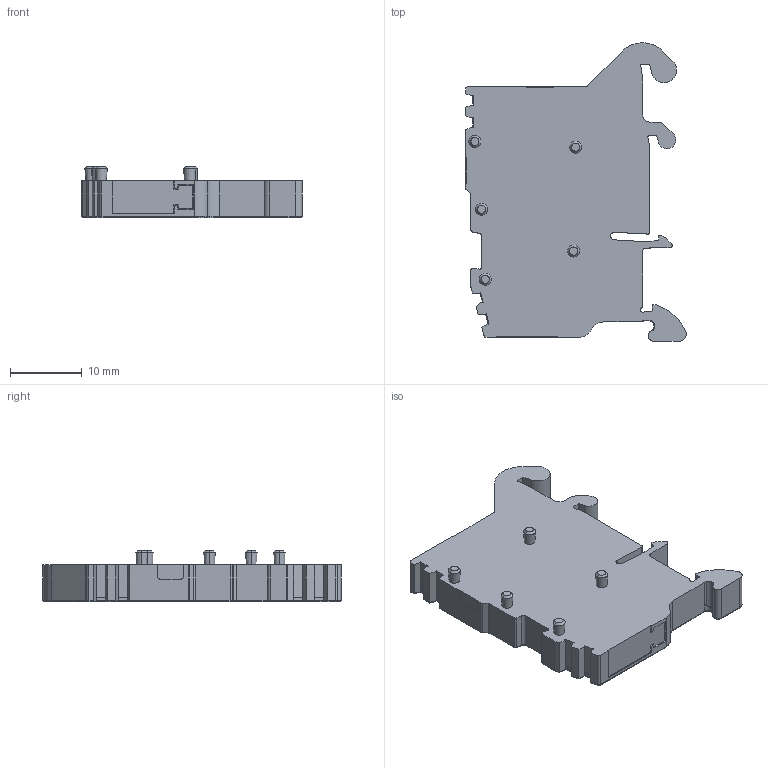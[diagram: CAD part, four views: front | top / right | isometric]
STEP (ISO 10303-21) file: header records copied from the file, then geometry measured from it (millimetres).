
FILE_DESCRIPTION (( 'STEP AP214' ), '1' );
FILE_NAME ('310949_SC_PTR 2.5_Grey.STP', '2017-10-06T10:15:37', ( '' ), ( '' ), 'SwSTEP 2.0', 'SolidWorks 2017', '' );
FILE_SCHEMA (( 'AUTOMOTIVE_DESIGN' ));
Length unit declared in the file: millimetre
Products named in the file (1): 310949_SC_PTR 2.5_Grey
Bounding box: 30.83 x 41.69 x 7.15 mm (x, y, z)
Volume: 4661.3 mm3; surface area: 2843.5 mm2
Topology: 1 solids, 1 shells, 325 faces, 923 edges, 609 vertices
Faces by surface type: plane 191, cylinder 114, cone 20
Entity records: 10604 total; most frequent: CARTESIAN_POINT 1892, ORIENTED_EDGE 1846, DIRECTION 1820, EDGE_CURVE 923, VECTOR 662, LINE 662, VERTEX_POINT 609, AXIS2_PLACEMENT_3D 579
